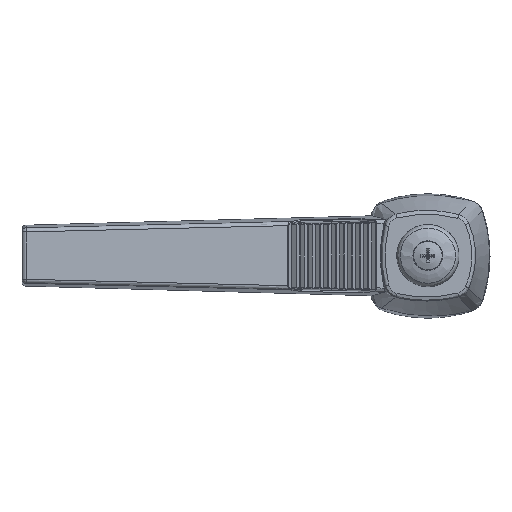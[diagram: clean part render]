
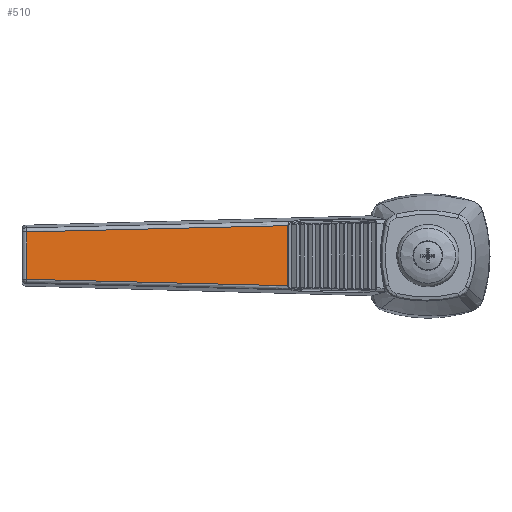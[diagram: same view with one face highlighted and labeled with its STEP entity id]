
A CAD part, top view. The second image highlights one B-rep face of the part: STEP entity #510.
In plain terms, the highlighted planar face has unit normal (0.167, 0, 0.986).
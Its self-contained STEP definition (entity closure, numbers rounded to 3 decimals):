
#510 = ADVANCED_FACE( '', ( #1270 ), #1271, .T. );
#1270 = FACE_OUTER_BOUND( '', #3979, .T. );
#1271 = PLANE( '', #3980 );
#3979 = EDGE_LOOP( '', ( #10151, #10152, #10153, #10154 ) );
#3980 = AXIS2_PLACEMENT_3D( '', #10155, #10156, #10157 );
#10151 = ORIENTED_EDGE( '', *, *, #12273, .T. );
#10152 = ORIENTED_EDGE( '', *, *, #12274, .T. );
#10153 = ORIENTED_EDGE( '', *, *, #12077, .T. );
#10154 = ORIENTED_EDGE( '', *, *, #12245, .T. );
#10155 = CARTESIAN_POINT( '', ( -7.346, 9., 38.229 ) );
#10156 = DIRECTION( '', ( 0.167, 0., 0.986 ) );
#10157 = DIRECTION( '', ( 0.986, 0., -0.167 ) );
#12077 = EDGE_CURVE( '', #13236, #13237, #13238, .T. );
#12245 = EDGE_CURVE( '', #13237, #13507, #13509, .F. );
#12273 = EDGE_CURVE( '', #13507, #13549, #13550, .T. );
#12274 = EDGE_CURVE( '', #13549, #13236, #13551, .T. );
#13236 = VERTEX_POINT( '', #14977 );
#13237 = VERTEX_POINT( '', #14978 );
#13238 = B_SPLINE_CURVE_WITH_KNOTS( '', 3, ( #14979, #14980, #14981, #14982, #14983, #14984, #14985, #14986 ), .UNSPECIFIED., .F., .F., ( 4, 2, 2, 4 ), ( 0., 0.033, 0.049, 0.066 ), .UNSPECIFIED. );
#13507 = VERTEX_POINT( '', #15544 );
#13509 = LINE( '', #15546, #15547 );
#13549 = VERTEX_POINT( '', #15757 );
#13550 = B_SPLINE_CURVE_WITH_KNOTS( '', 3, ( #15758, #15759, #15760, #15761, #15762, #15763, #15764, #15765 ), .UNSPECIFIED., .F., .F., ( 4, 2, 2, 4 ), ( 0., 0.016, 0.033, 0.066 ), .UNSPECIFIED. );
#13551 = LINE( '', #15766, #15767 );
#14977 = CARTESIAN_POINT( '', ( -34.597, 7.427, 42.85 ) );
#14978 = CARTESIAN_POINT( '', ( -99.183, 5.857, 53.802 ) );
#14979 = CARTESIAN_POINT( '', ( -34.597, 7.427, 42.85 ) );
#14980 = CARTESIAN_POINT( '', ( -45.361, 7.163, 44.675 ) );
#14981 = CARTESIAN_POINT( '', ( -56.125, 6.901, 46.501 ) );
#14982 = CARTESIAN_POINT( '', ( -72.272, 6.508, 49.239 ) );
#14983 = CARTESIAN_POINT( '', ( -77.654, 6.377, 50.151 ) );
#14984 = CARTESIAN_POINT( '', ( -88.418, 6.116, 51.977 ) );
#14985 = CARTESIAN_POINT( '', ( -93.801, 5.986, 52.889 ) );
#14986 = CARTESIAN_POINT( '', ( -99.183, 5.857, 53.802 ) );
#15544 = CARTESIAN_POINT( '', ( -99.183, -5.857, 53.802 ) );
#15546 = CARTESIAN_POINT( '', ( -99.183, -6.7, 53.802 ) );
#15547 = VECTOR( '', #19015, 1000. );
#15757 = CARTESIAN_POINT( '', ( -34.597, -7.427, 42.85 ) );
#15758 = CARTESIAN_POINT( '', ( -99.183, -5.857, 53.802 ) );
#15759 = CARTESIAN_POINT( '', ( -93.801, -5.986, 52.889 ) );
#15760 = CARTESIAN_POINT( '', ( -88.418, -6.116, 51.977 ) );
#15761 = CARTESIAN_POINT( '', ( -77.654, -6.377, 50.151 ) );
#15762 = CARTESIAN_POINT( '', ( -72.272, -6.508, 49.239 ) );
#15763 = CARTESIAN_POINT( '', ( -56.125, -6.901, 46.501 ) );
#15764 = CARTESIAN_POINT( '', ( -45.361, -7.163, 44.675 ) );
#15765 = CARTESIAN_POINT( '', ( -34.597, -7.427, 42.85 ) );
#15766 = CARTESIAN_POINT( '', ( -34.597, 9., 42.85 ) );
#15767 = VECTOR( '', #19041, 1000. );
#19015 = DIRECTION( '', ( 0., 1., 0. ) );
#19041 = DIRECTION( '', ( 0., 1., 0. ) );
